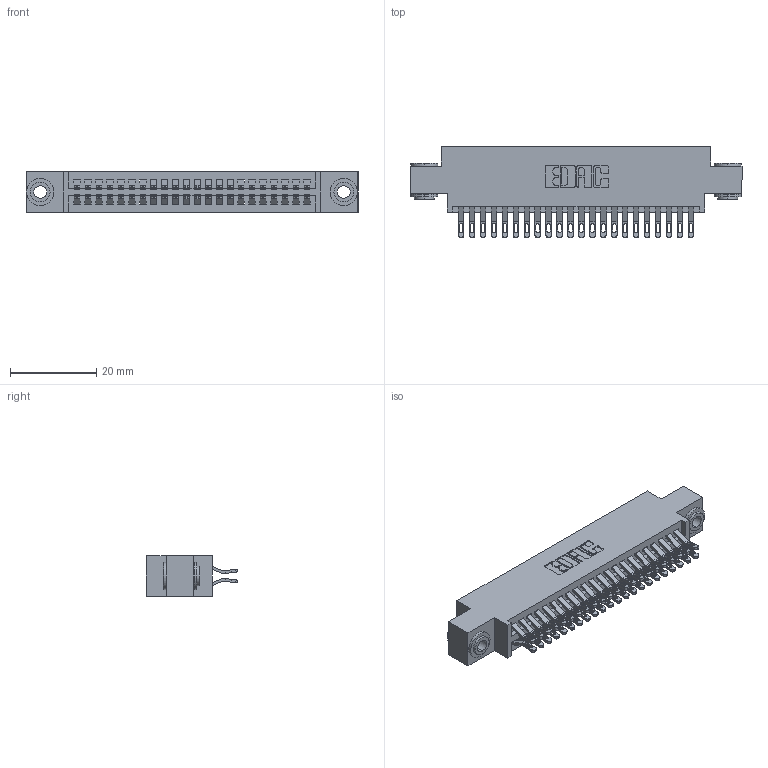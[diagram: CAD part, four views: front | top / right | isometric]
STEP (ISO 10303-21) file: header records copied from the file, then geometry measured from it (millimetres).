
FILE_DESCRIPTION (( 'STEP AP203' ), '1' );
FILE_NAME ('395-044-555-803.STEP', '2019-10-19T02:49:34', ( '' ), ( '' ), 'SwSTEP 2.0', 'SolidWorks 2016', '' );
FILE_SCHEMA (( 'CONFIG_CONTROL_DESIGN' ));
Length unit declared in the file: inch
Products named in the file (4): 345 Part_0.170 Offset - 0.156 Dia-TH; 345-292-001_555 Tail; 345-250-002_345-250-002-102; 395-044-555-803
Assembly tree (47 placements, depth 2):
  395-044-555-803
    345 Part_0.170 Offset - 0.156 Dia-TH
    345-292-001_555 Tail  x44
    345-250-002_345-250-002-102  x2
Bounding box: 77.09 x 21.13 x 9.4 mm (x, y, z)
Volume: 7336.5 mm3; surface area: 11249.5 mm2
Topology: 47 solids, 47 shells, 2632 faces, 8217 edges, 5474 vertices
Faces by surface type: plane 1458, cylinder 1166, cone 8
Entity records: 21062 total; most frequent: CARTESIAN_POINT 3561, ORIENTED_EDGE 3458, DIRECTION 3163, EDGE_CURVE 1729, VECTOR 1465, LINE 1465, VERTEX_POINT 1150, AXIS2_PLACEMENT_3D 849
